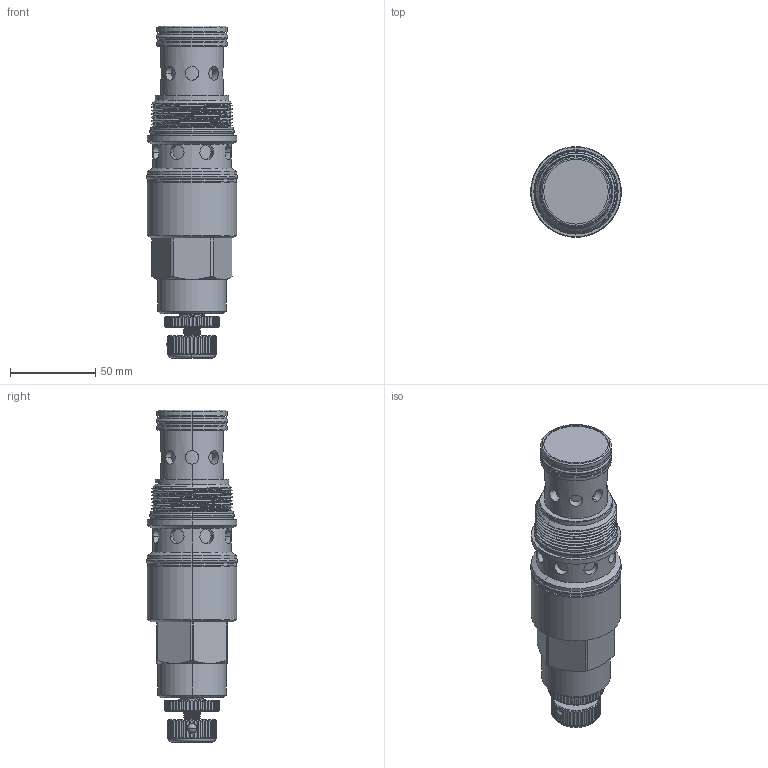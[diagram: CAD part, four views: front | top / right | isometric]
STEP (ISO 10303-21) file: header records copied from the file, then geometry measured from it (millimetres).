
FILE_DESCRIPTION (( 'STEP AP203' ), '1' );
FILE_NAME ('PD19A30-K.STEP', '2021-07-09T02:44:32', ( '' ), ( '' ), 'SwSTEP 2.0', 'SolidWorks 2018', '' );
FILE_SCHEMA (( 'CONFIG_CONTROL_DESIGN' ));
Length unit declared in the file: millimetre
Products named in the file (1): PD19A30-K
Bounding box: 53.11 x 53.11 x 194.17 mm (x, y, z)
Volume: 275228.8 mm3; surface area: 44235.4 mm2
Topology: 4 solids, 4 shells, 571 faces, 1494 edges, 976 vertices
Faces by surface type: cylinder 374, plane 119, cone 39, torus 22, bspline 15, sphere 2
Entity records: 30883 total; most frequent: CARTESIAN_POINT 17368, ORIENTED_EDGE 2988, DIRECTION 2567, EDGE_CURVE 1494, VERTEX_POINT 976, AXIS2_PLACEMENT_3D 974, EDGE_LOOP 622, LINE 619
